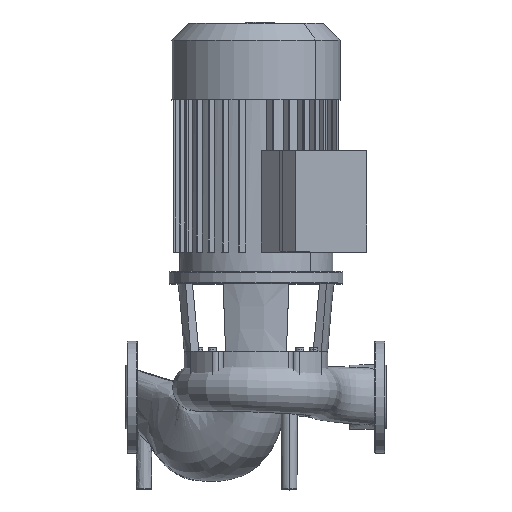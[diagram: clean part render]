
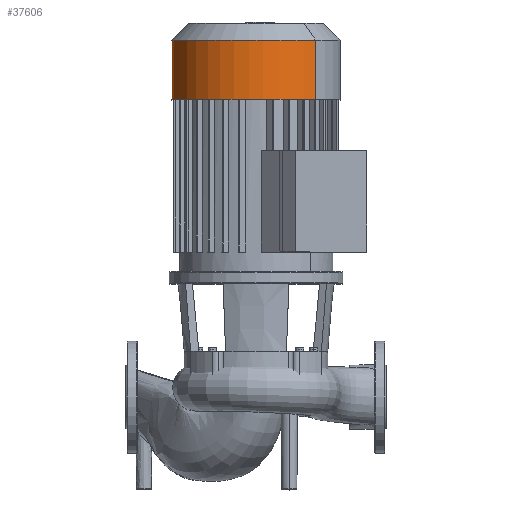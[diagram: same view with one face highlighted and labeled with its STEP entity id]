
A CAD part, top view. The second image highlights one B-rep face of the part: STEP entity #37606.
In plain terms, the highlighted cylindrical face has radius 139.5 mm (diameter 279 mm), a partial arc.
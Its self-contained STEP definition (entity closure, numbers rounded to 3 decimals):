
#33212=CARTESIAN_POINT('',(313.641,491.0,298.641));
#33213=VERTEX_POINT('',#33212);
#33214=CARTESIAN_POINT('',(313.641,589.1,298.641));
#33215=VERTEX_POINT('',#33214);
#33216=CARTESIAN_POINT('',(313.641,491.0,298.641));
#33217=DIRECTION('',(0.0,1.0,0.0));
#33218=VECTOR('',#33217,98.1);
#33219=LINE('',#33216,#33218);
#33220=EDGE_CURVE('',#33213,#33215,#33219,.T.);
#33222=CARTESIAN_POINT('',(116.359,491.0,101.359));
#33223=VERTEX_POINT('',#33222);
#33231=CARTESIAN_POINT('',(116.359,589.1,101.359));
#33232=VERTEX_POINT('',#33231);
#33233=CARTESIAN_POINT('',(116.359,491.0,101.359));
#33234=DIRECTION('',(0.0,1.0,0.0));
#33235=VECTOR('',#33234,98.1);
#33236=LINE('',#33233,#33235);
#33237=EDGE_CURVE('',#33223,#33232,#33236,.T.);
#36155=CARTESIAN_POINT('',(215.,491.0,200.0));
#36156=DIRECTION('',(0.0,1.0,0.0));
#36157=DIRECTION('',(0.707,0.0,0.707));
#36158=AXIS2_PLACEMENT_3D('',#36155,#36156,#36157);
#36159=CIRCLE('',#36158,139.5);
#36160=EDGE_CURVE('',#33223,#33213,#36159,.T.);
#37585=CARTESIAN_POINT('',(215.,589.1,200.0));
#37586=DIRECTION('',(0.0,1.0,0.0));
#37587=DIRECTION('',(0.707,0.0,0.707));
#37588=AXIS2_PLACEMENT_3D('',#37585,#37586,#37587);
#37589=CIRCLE('',#37588,139.5);
#37590=EDGE_CURVE('',#33232,#33215,#37589,.T.);
#37595=CARTESIAN_POINT('',(215.,617.0,200.0));
#37596=DIRECTION('',(0.0,-1.0,0.0));
#37597=DIRECTION('',(0.707,0.0,0.707));
#37598=AXIS2_PLACEMENT_3D('',#37595,#37596,#37597);
#37599=CYLINDRICAL_SURFACE('',#37598,139.5);
#37600=ORIENTED_EDGE('',*,*,#33220,.T.);
#37601=ORIENTED_EDGE('',*,*,#37590,.F.);
#37602=ORIENTED_EDGE('',*,*,#33237,.F.);
#37603=ORIENTED_EDGE('',*,*,#36160,.T.);
#37604=EDGE_LOOP('',(#37600,#37601,#37602,#37603));
#37605=FACE_OUTER_BOUND('',#37604,.T.);
#37606=ADVANCED_FACE('',(#37605),#37599,.T.);
